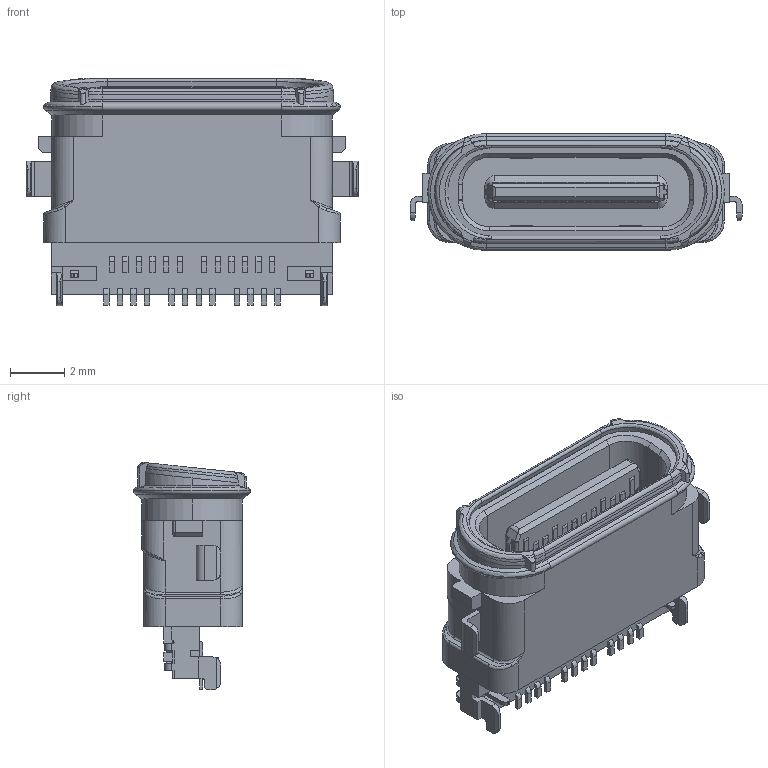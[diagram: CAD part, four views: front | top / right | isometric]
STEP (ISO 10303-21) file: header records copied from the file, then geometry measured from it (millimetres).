
FILE_DESCRIPTION(('STEP AP242'),'1');
FILE_NAME('202410-0002.stp','2021-01-13T10:43:20',('TraceParts'),('TraceParts S.A.'),'Spatial InterOp 3D',' ',' ');
FILE_SCHEMA(('AP242_MANAGED_MODEL_BASED_3D_ENGINEERING_MIM_LF {1 0 10303 442 1 1 4}'));
Length unit declared in the file: millimetre
Products named in the file (1): 202410-0002_1
Bounding box: 12.2 x 4.3 x 8.35 mm (x, y, z)
Volume: 167.1 mm3; surface area: 469.4 mm2
Topology: 1 solids, 1 shells, 766 faces, 2218 edges, 1609 vertices
Faces by surface type: plane 417, cylinder 225, bspline 61, torus 47, cone 12, sphere 4
Entity records: 30659 total; most frequent: CARTESIAN_POINT 10797, ORIENTED_EDGE 4116, DIRECTION 3921, EDGE_CURVE 2058, LINE 1481, VECTOR 1481, VERTEX_POINT 1319, AXIS2_PLACEMENT_3D 1220
